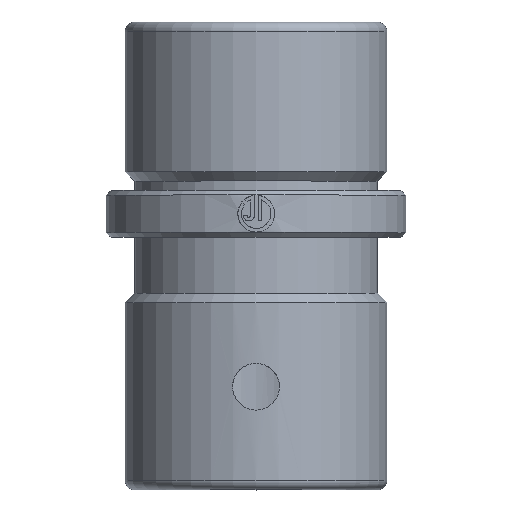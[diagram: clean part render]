
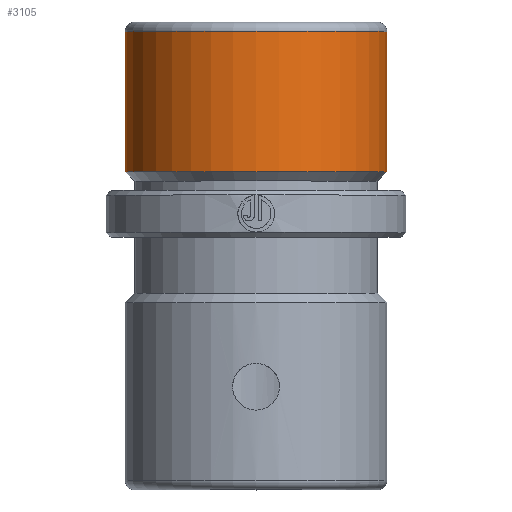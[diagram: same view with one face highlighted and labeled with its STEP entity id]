
A CAD part, top view. The second image highlights one B-rep face of the part: STEP entity #3105.
In plain terms, the highlighted cylindrical face has radius 14 mm (diameter 28 mm), a partial arc.
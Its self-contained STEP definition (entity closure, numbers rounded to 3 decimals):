
#178 = VERTEX_POINT ( 'NONE', #4582 ) ;
#328 = DIRECTION ( 'NONE',  ( 0., 1., 0. ) ) ;
#362 = CARTESIAN_POINT ( 'NONE',  ( 14., 0., 0. ) ) ;
#529 = ORIENTED_EDGE ( 'NONE', *, *, #3446, .F. ) ;
#607 = DIRECTION ( 'NONE',  ( 0., 1., 0. ) ) ;
#926 = CARTESIAN_POINT ( 'NONE',  ( 0., 0., 0. ) ) ;
#1017 = CIRCLE ( 'NONE', #2362, 14. ) ;
#1035 = EDGE_LOOP ( 'NONE', ( #3565, #2449, #529, #3847 ) ) ;
#1043 = EDGE_CURVE ( 'NONE', #3555, #178, #3625, .T. ) ;
#1058 = CARTESIAN_POINT ( 'NONE',  ( -14., 0., 0. ) ) ;
#1085 = FACE_OUTER_BOUND ( 'NONE', #1035, .T. ) ;
#1577 = DIRECTION ( 'NONE',  ( -1., 0., 0. ) ) ;
#2362 = AXIS2_PLACEMENT_3D ( 'NONE', #2579, #3019, #5247 ) ;
#2449 = ORIENTED_EDGE ( 'NONE', *, *, #2544, .T. ) ;
#2459 = DIRECTION ( 'NONE',  ( 0., 1., 0. ) ) ;
#2544 = EDGE_CURVE ( 'NONE', #4422, #3372, #4400, .T. ) ;
#2562 = CIRCLE ( 'NONE', #4669, 14. ) ;
#2579 = CARTESIAN_POINT ( 'NONE',  ( 0., 9., 0. ) ) ;
#2846 = VECTOR ( 'NONE', #328, 1000. ) ;
#3019 = DIRECTION ( 'NONE',  ( 0., 1., 0. ) ) ;
#3105 = ADVANCED_FACE ( 'NONE', ( #1085 ), #4682, .T. ) ;
#3372 = VERTEX_POINT ( 'NONE', #5107 ) ;
#3446 = EDGE_CURVE ( 'NONE', #178, #3372, #2562, .T. ) ;
#3555 = VERTEX_POINT ( 'NONE', #5266 ) ;
#3565 = ORIENTED_EDGE ( 'NONE', *, *, #3892, .T. ) ;
#3625 = LINE ( 'NONE', #1058, #4627 ) ;
#3847 = ORIENTED_EDGE ( 'NONE', *, *, #1043, .F. ) ;
#3892 = EDGE_CURVE ( 'NONE', #3555, #4422, #1017, .T. ) ;
#4400 = LINE ( 'NONE', #362, #2846 ) ;
#4422 = VERTEX_POINT ( 'NONE', #5754 ) ;
#4553 = DIRECTION ( 'NONE',  ( 0., 1., 0. ) ) ;
#4582 = CARTESIAN_POINT ( 'NONE',  ( -14., 24., 0. ) ) ;
#4627 = VECTOR ( 'NONE', #2459, 1000. ) ;
#4669 = AXIS2_PLACEMENT_3D ( 'NONE', #5210, #607, #1577 ) ;
#4682 = CYLINDRICAL_SURFACE ( 'NONE', #5692, 14. ) ;
#5107 = CARTESIAN_POINT ( 'NONE',  ( 14., 24., 0. ) ) ;
#5210 = CARTESIAN_POINT ( 'NONE',  ( 0., 24., 0. ) ) ;
#5247 = DIRECTION ( 'NONE',  ( -1., 0., 0. ) ) ;
#5266 = CARTESIAN_POINT ( 'NONE',  ( -14., 9., 0. ) ) ;
#5658 = DIRECTION ( 'NONE',  ( -1., 0., 0. ) ) ;
#5692 = AXIS2_PLACEMENT_3D ( 'NONE', #926, #4553, #5658 ) ;
#5754 = CARTESIAN_POINT ( 'NONE',  ( 14., 9., 0. ) ) ;
